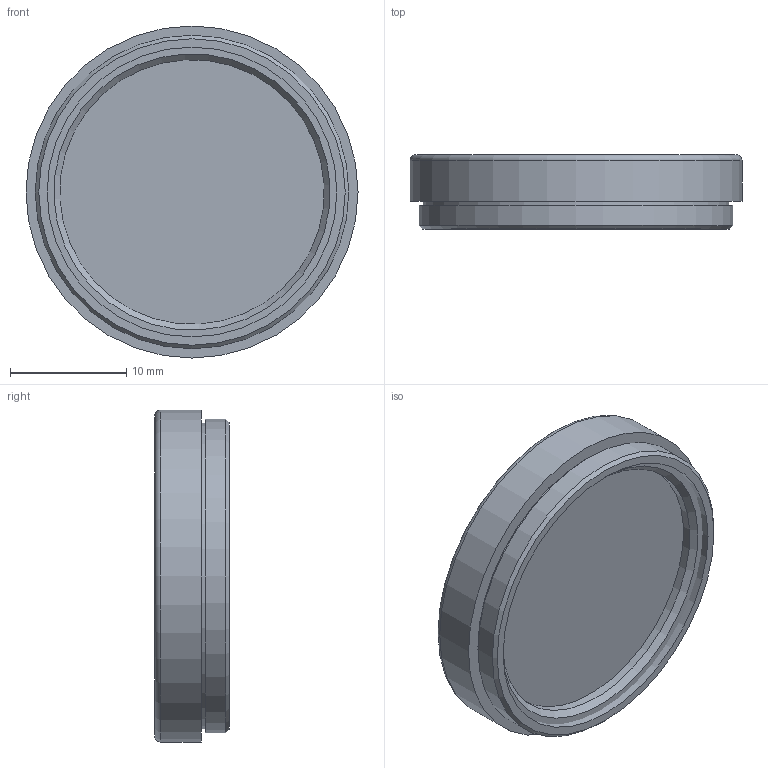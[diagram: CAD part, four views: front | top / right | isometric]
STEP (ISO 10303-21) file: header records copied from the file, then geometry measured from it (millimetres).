
FILE_DESCRIPTION(/* description */ (''),/* implementation_level */ '2;1');
FILE_NAME(/* name */ 'Farbfilter_Blau_M27x0,5.stp',/* time_stamp */ '2020-09-07T11:55:40+02:00',/* author */ (''),/* organization */ ('Vision & Control'),/* preprocessor_version */ 'ST-DEVELOPER v16.5',/* originating_system */ 'Autodesk Inventor 2017',/* authorisation */ '');
FILE_SCHEMA (('AUTOMOTIVE_DESIGN { 1 0 10303 214 3 1 1 }'));
Length unit declared in the file: millimetre
Products named in the file (1): Farbfilter_Blau_M27x0,5
Bounding box: 28.6 x 6.4 x 28.6 mm (x, y, z)
Volume: 1864.4 mm3; surface area: 3055.5 mm2
Topology: 3 solids, 3 shells, 31 faces, 52 edges, 33 vertices
Faces by surface type: plane 12, cylinder 11, cone 7, torus 1
Full cylindrical faces by diameter (mm): 22.8 x1, 23 x1, 24.043 x1, 24.8 x1, 24.959 x1, 25.5 x1, 26.3 x1, 26.459 x1, 27 x1, 27.059 x1, 28.6 x1
Entity records: 687 total; most frequent: DIRECTION 124, CARTESIAN_POINT 92, AXIS2_PLACEMENT_3D 62, EDGE_LOOP 60, ORIENTED_EDGE 60, STYLED_ITEM 32, FACE_OUTER_BOUND 31, ADVANCED_FACE 31
